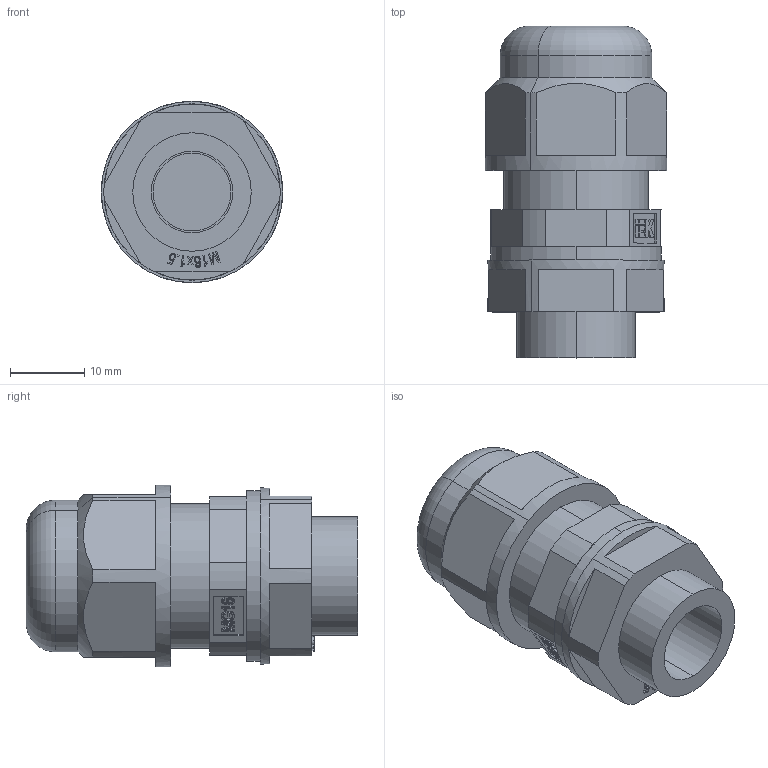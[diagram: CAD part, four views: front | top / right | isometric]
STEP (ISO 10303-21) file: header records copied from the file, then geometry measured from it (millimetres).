
FILE_DESCRIPTION (( 'STEP AP214' ), '1' );
FILE_NAME ('YSA10-10-16-68-K02 Ñàëüíèê MG 16 äèàìåòð ïðîâîäíèêà 6-10ìì IP68 ÈÝÊ.STEP', '2016-11-08T13:04:13', ( '' ), ( '' ), 'SwSTEP 2.0', 'SolidWorks 2014', '' );
FILE_SCHEMA (( 'AUTOMOTIVE_DESIGN' ));
Length unit declared in the file: millimetre
Products named in the file (1): YSA10-10-16-68-K02 Ñàëüíèê MG 16 äèàìåòð ïðîâîäíèêà 6-10ìì IP68 ÈÝÊ
Bounding box: 24.5 x 44.8 x 24.5 mm (x, y, z)
Volume: 10801.3 mm3; surface area: 10773 mm2
Topology: 5 solids, 5 shells, 316 faces, 831 edges, 550 vertices
Faces by surface type: plane 208, bspline 54, cylinder 38, cone 14, torus 2
Entity records: 16089 total; most frequent: CARTESIAN_POINT 4992, ORIENTED_EDGE 1662, DIRECTION 1365, EDGE_CURVE 831, LINE 559, VECTOR 559, VERTEX_POINT 550, AXIS2_PLACEMENT_3D 403
